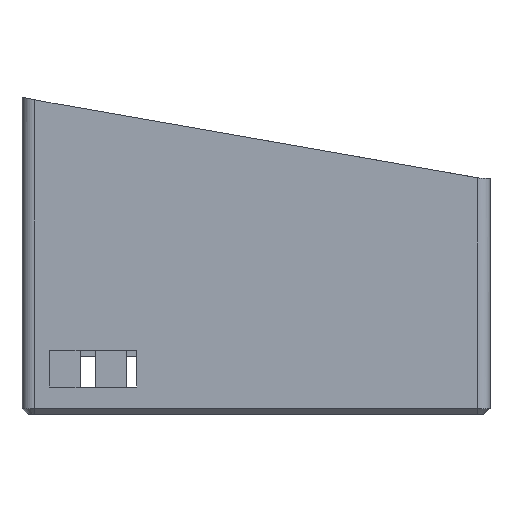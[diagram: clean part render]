
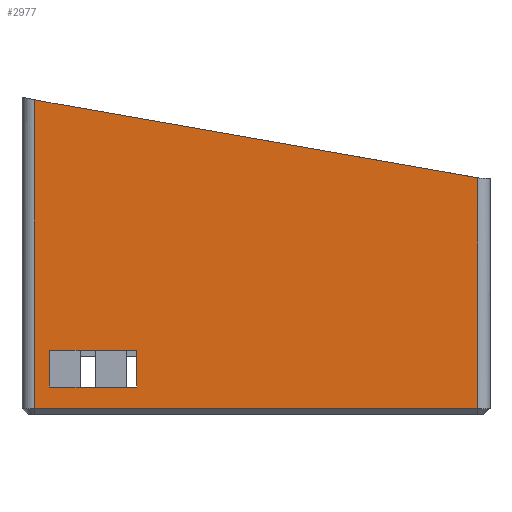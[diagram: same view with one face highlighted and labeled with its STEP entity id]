
A CAD part, left-side view. The second image highlights one B-rep face of the part: STEP entity #2977.
In plain terms, the highlighted planar face has unit normal (-1, 0, 0).
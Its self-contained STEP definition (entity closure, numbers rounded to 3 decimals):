
#42=FACE_BOUND('',#387,.T.);
#75=PLANE('',#3166);
#217=FACE_OUTER_BOUND('',#386,.T.);
#386=EDGE_LOOP('',(#2214,#2215,#2216,#2217,#2218));
#387=EDGE_LOOP('',(#2219,#2220,#2221,#2222));
#562=LINE('',#4198,#947);
#631=LINE('',#4353,#1016);
#632=LINE('',#4357,#1017);
#633=LINE('',#4359,#1018);
#634=LINE('',#4360,#1019);
#635=LINE('',#4363,#1020);
#636=LINE('',#4365,#1021);
#637=LINE('',#4367,#1022);
#638=LINE('',#4368,#1023);
#947=VECTOR('',#3399,10.);
#1016=VECTOR('',#3506,10.);
#1017=VECTOR('',#3511,10.);
#1018=VECTOR('',#3512,10.);
#1019=VECTOR('',#3513,10.);
#1020=VECTOR('',#3514,10.);
#1021=VECTOR('',#3515,10.);
#1022=VECTOR('',#3516,10.);
#1023=VECTOR('',#3517,10.);
#1372=VERTEX_POINT('',#4195);
#1373=VERTEX_POINT('',#4197);
#1440=VERTEX_POINT('',#4352);
#1441=VERTEX_POINT('',#4356);
#1442=VERTEX_POINT('',#4358);
#1443=VERTEX_POINT('',#4361);
#1444=VERTEX_POINT('',#4362);
#1445=VERTEX_POINT('',#4364);
#1446=VERTEX_POINT('',#4366);
#1666=EDGE_CURVE('',#1372,#1373,#562,.T.);
#1744=EDGE_CURVE('',#1373,#1440,#631,.T.);
#1746=EDGE_CURVE('',#1441,#1372,#632,.T.);
#1747=EDGE_CURVE('',#1441,#1442,#633,.T.);
#1748=EDGE_CURVE('',#1442,#1440,#634,.T.);
#1749=EDGE_CURVE('',#1443,#1444,#635,.T.);
#1750=EDGE_CURVE('',#1444,#1445,#636,.T.);
#1751=EDGE_CURVE('',#1445,#1446,#637,.T.);
#1752=EDGE_CURVE('',#1446,#1443,#638,.T.);
#2214=ORIENTED_EDGE('',*,*,#1666,.F.);
#2215=ORIENTED_EDGE('',*,*,#1746,.F.);
#2216=ORIENTED_EDGE('',*,*,#1747,.T.);
#2217=ORIENTED_EDGE('',*,*,#1748,.T.);
#2218=ORIENTED_EDGE('',*,*,#1744,.F.);
#2219=ORIENTED_EDGE('',*,*,#1749,.T.);
#2220=ORIENTED_EDGE('',*,*,#1750,.T.);
#2221=ORIENTED_EDGE('',*,*,#1751,.T.);
#2222=ORIENTED_EDGE('',*,*,#1752,.T.);
#2977=ADVANCED_FACE('',(#217,#42),#75,.T.);
#3166=AXIS2_PLACEMENT_3D('',#4355,#3509,#3510);
#3399=DIRECTION('',(0.,1.,0.));
#3506=DIRECTION('',(0.,0.,1.));
#3509=DIRECTION('center_axis',(-1.,0.,0.));
#3510=DIRECTION('ref_axis',(0.,0.,1.));
#3511=DIRECTION('',(0.,0.,-1.));
#3512=DIRECTION('',(0.,0.985,0.173));
#3513=DIRECTION('',(0.,0.982,0.189));
#3514=DIRECTION('',(0.,-1.,0.));
#3515=DIRECTION('',(0.,0.,-1.));
#3516=DIRECTION('',(0.,1.,0.));
#3517=DIRECTION('',(0.,0.,1.));
#4195=CARTESIAN_POINT('',(-3.,0.358,-41.493));
#4197=CARTESIAN_POINT('',(-3.,72.295,-41.493));
#4198=CARTESIAN_POINT('',(-3.,17.342,-41.493));
#4352=CARTESIAN_POINT('',(-3.,72.295,8.641));
#4353=CARTESIAN_POINT('',(-3.,72.295,-18.363));
#4355=CARTESIAN_POINT('Origin',(-3.,36.326,-9.233));
#4356=CARTESIAN_POINT('',(-3.,0.358,-4.039));
#4357=CARTESIAN_POINT('',(-3.,0.358,-6.663));
#4358=CARTESIAN_POINT('',(-3.,69.589,8.119));
#4359=CARTESIAN_POINT('',(-3.,69.589,8.119));
#4360=CARTESIAN_POINT('',(-3.,69.589,8.119));
#4361=CARTESIAN_POINT('',(-3.,69.795,-31.993));
#4362=CARTESIAN_POINT('',(-3.,55.695,-31.993));
#4363=CARTESIAN_POINT('',(-3.,46.26,-31.993));
#4364=CARTESIAN_POINT('',(-3.,55.695,-37.993));
#4365=CARTESIAN_POINT('',(-3.,55.695,-13.113));
#4366=CARTESIAN_POINT('',(-3.,69.795,-37.993));
#4367=CARTESIAN_POINT('',(-3.,46.26,-37.993));
#4368=CARTESIAN_POINT('',(-3.,69.795,-16.113));
